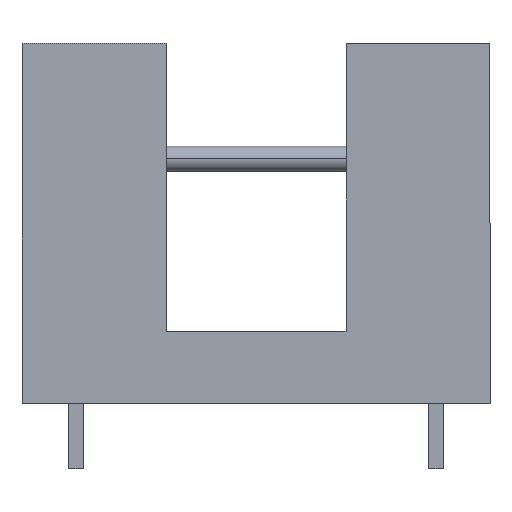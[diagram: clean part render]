
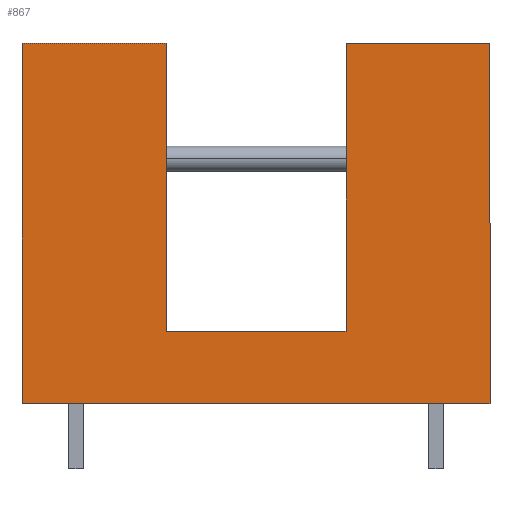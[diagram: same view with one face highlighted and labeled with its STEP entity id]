
A CAD part, top view. The second image highlights one B-rep face of the part: STEP entity #867.
In plain terms, the highlighted planar face has unit normal (0, 0, 1).
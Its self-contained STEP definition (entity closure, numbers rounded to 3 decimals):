
#27 = EDGE_CURVE ( 'NONE', #79, #2369, #1678, .T. ) ;
#33 = CARTESIAN_POINT ( 'NONE',  ( -2.5, -4.8, 3. ) ) ;
#36 = CARTESIAN_POINT ( 'NONE',  ( 2.5, 3.2, 3. ) ) ;
#38 = VECTOR ( 'NONE', #2462, 1000. ) ;
#45 = EDGE_CURVE ( 'NONE', #730, #935, #1492, .T. ) ;
#74 = ORIENTED_EDGE ( 'NONE', *, *, #45, .T. ) ;
#79 = VERTEX_POINT ( 'NONE', #36 ) ;
#86 = DIRECTION ( 'NONE',  ( -1., 0., 0. ) ) ;
#106 = ORIENTED_EDGE ( 'NONE', *, *, #27, .T. ) ;
#114 = VECTOR ( 'NONE', #1574, 1000. ) ;
#257 = EDGE_CURVE ( 'NONE', #1221, #1782, #418, .T. ) ;
#293 = ORIENTED_EDGE ( 'NONE', *, *, #1729, .T. ) ;
#334 = CARTESIAN_POINT ( 'NONE',  ( 2.5, 3.2, 3. ) ) ;
#396 = FACE_OUTER_BOUND ( 'NONE', #2042, .T. ) ;
#418 = LINE ( 'NONE', #825, #685 ) ;
#442 = CARTESIAN_POINT ( 'NONE',  ( 0., 0., 3. ) ) ;
#521 = EDGE_CURVE ( 'NONE', #1782, #730, #2118, .T. ) ;
#624 = CARTESIAN_POINT ( 'NONE',  ( -2.5, -4.8, 3. ) ) ;
#680 = CARTESIAN_POINT ( 'NONE',  ( 6.5, 3.2, 3. ) ) ;
#685 = VECTOR ( 'NONE', #1818, 1000. ) ;
#730 = VERTEX_POINT ( 'NONE', #1400 ) ;
#748 = CARTESIAN_POINT ( 'NONE',  ( -2.5, 3.2, 3. ) ) ;
#749 = VECTOR ( 'NONE', #1146, 1000. ) ;
#820 = ORIENTED_EDGE ( 'NONE', *, *, #1802, .T. ) ;
#825 = CARTESIAN_POINT ( 'NONE',  ( -6.5, 3.2, 3. ) ) ;
#835 = CARTESIAN_POINT ( 'NONE',  ( -6.5, -6.8, 3. ) ) ;
#839 = ORIENTED_EDGE ( 'NONE', *, *, #1750, .T. ) ;
#847 = DIRECTION ( 'NONE',  ( 1., 0., 0. ) ) ;
#867 = ADVANCED_FACE ( 'NONE', ( #396 ), #2239, .T. ) ;
#890 = VECTOR ( 'NONE', #2332, 1000. ) ;
#935 = VERTEX_POINT ( 'NONE', #2227 ) ;
#944 = VERTEX_POINT ( 'NONE', #2034 ) ;
#1115 = AXIS2_PLACEMENT_3D ( 'NONE', #442, #2056, #1215 ) ;
#1146 = DIRECTION ( 'NONE',  ( -1., 0., 0. ) ) ;
#1153 = CARTESIAN_POINT ( 'NONE',  ( -2.5, 3.2, 3. ) ) ;
#1212 = CARTESIAN_POINT ( 'NONE',  ( 2.5, -4.8, 3. ) ) ;
#1215 = DIRECTION ( 'NONE',  ( 1., 0., 0. ) ) ;
#1221 = VERTEX_POINT ( 'NONE', #1424 ) ;
#1258 = ORIENTED_EDGE ( 'NONE', *, *, #2643, .T. ) ;
#1361 = LINE ( 'NONE', #1153, #2396 ) ;
#1400 = CARTESIAN_POINT ( 'NONE',  ( 6.5, -6.8, 3. ) ) ;
#1424 = CARTESIAN_POINT ( 'NONE',  ( -6.5, 3.2, 3. ) ) ;
#1483 = DIRECTION ( 'NONE',  ( 0., -1., 0. ) ) ;
#1492 = LINE ( 'NONE', #680, #890 ) ;
#1574 = DIRECTION ( 'NONE',  ( 0., 1., 0. ) ) ;
#1595 = VERTEX_POINT ( 'NONE', #33 ) ;
#1678 = LINE ( 'NONE', #1696, #1969 ) ;
#1696 = CARTESIAN_POINT ( 'NONE',  ( 2.5, 3.2, 3. ) ) ;
#1729 = EDGE_CURVE ( 'NONE', #935, #79, #2234, .T. ) ;
#1750 = EDGE_CURVE ( 'NONE', #1595, #944, #1777, .T. ) ;
#1777 = LINE ( 'NONE', #748, #114 ) ;
#1782 = VERTEX_POINT ( 'NONE', #1974 ) ;
#1802 = EDGE_CURVE ( 'NONE', #944, #1221, #1361, .T. ) ;
#1818 = DIRECTION ( 'NONE',  ( 0., -1., 0. ) ) ;
#1826 = LINE ( 'NONE', #624, #38 ) ;
#1848 = VECTOR ( 'NONE', #847, 1000. ) ;
#1942 = ORIENTED_EDGE ( 'NONE', *, *, #257, .T. ) ;
#1969 = VECTOR ( 'NONE', #1483, 1000. ) ;
#1974 = CARTESIAN_POINT ( 'NONE',  ( -6.5, -6.8, 3. ) ) ;
#2034 = CARTESIAN_POINT ( 'NONE',  ( -2.5, 3.2, 3. ) ) ;
#2042 = EDGE_LOOP ( 'NONE', ( #820, #1942, #2435, #74, #293, #106, #1258, #839 ) ) ;
#2056 = DIRECTION ( 'NONE',  ( 0., 0., 1. ) ) ;
#2118 = LINE ( 'NONE', #835, #1848 ) ;
#2227 = CARTESIAN_POINT ( 'NONE',  ( 6.5, 3.2, 3. ) ) ;
#2234 = LINE ( 'NONE', #334, #749 ) ;
#2239 = PLANE ( 'NONE',  #1115 ) ;
#2332 = DIRECTION ( 'NONE',  ( 0., 1., 0. ) ) ;
#2369 = VERTEX_POINT ( 'NONE', #1212 ) ;
#2396 = VECTOR ( 'NONE', #86, 1000. ) ;
#2435 = ORIENTED_EDGE ( 'NONE', *, *, #521, .T. ) ;
#2462 = DIRECTION ( 'NONE',  ( -1., 0., 0. ) ) ;
#2643 = EDGE_CURVE ( 'NONE', #2369, #1595, #1826, .T. ) ;
